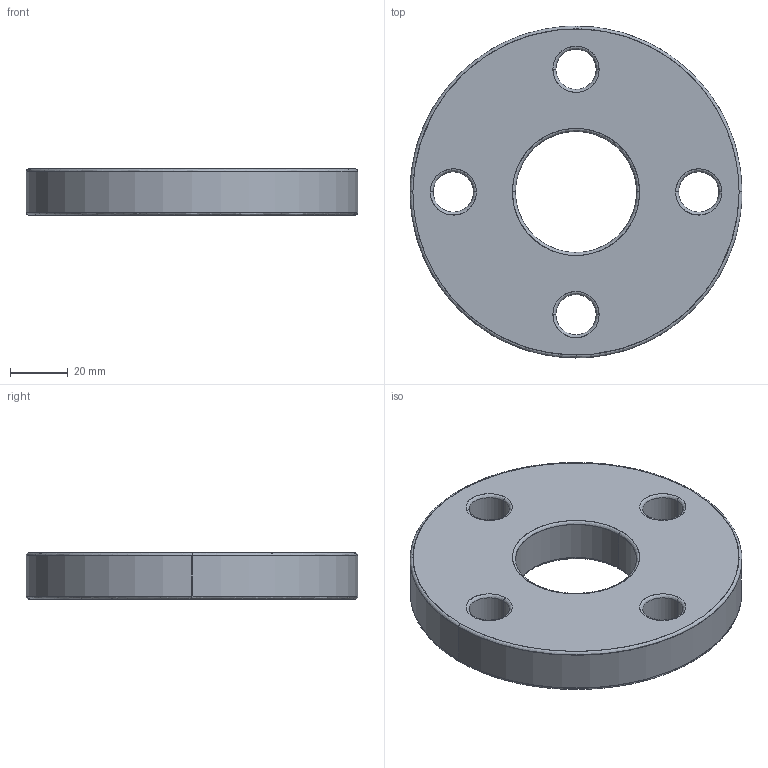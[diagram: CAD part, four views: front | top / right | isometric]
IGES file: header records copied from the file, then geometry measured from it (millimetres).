
Start section: SolidWorks IGES file using analytic representation for surfaces
Global section: file name: Backing Flange PN16_001 517 7120 0032.igs; native system: SolidWorks 2021; preprocessor: SolidWorks 2021; author: b.kav; date: 220607.151037; units: millimetre
Bounding box: 115 x 115 x 16 mm (x, y, z)
Surface area: 26907 mm2 (no closed solid volume)
Topology: 0 solids, 0 shells, 38 faces, 592 edges, 592 vertices
Faces by surface type: bspline 26, revolution 12
